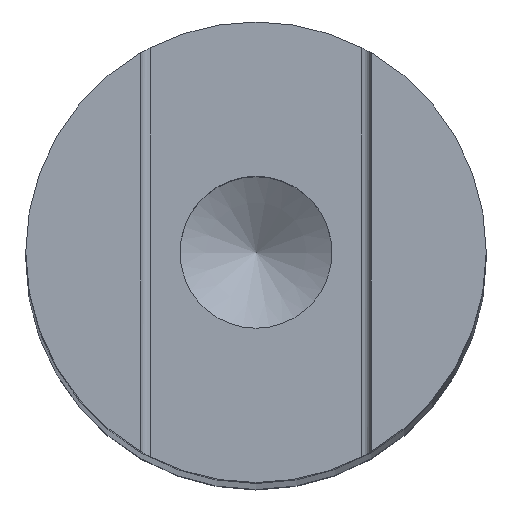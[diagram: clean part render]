
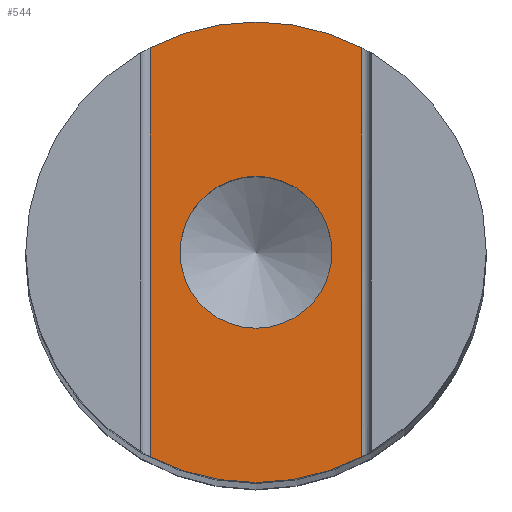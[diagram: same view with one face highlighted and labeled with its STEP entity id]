
A CAD part, top view. The second image highlights one B-rep face of the part: STEP entity #544.
In plain terms, the highlighted planar face has unit normal (0, 0, 1).
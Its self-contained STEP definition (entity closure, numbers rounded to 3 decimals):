
#27=PLANE('',#632);
#39=FACE_BOUND('',#128,.T.);
#83=FACE_OUTER_BOUND('',#127,.T.);
#127=EDGE_LOOP('',(#478,#479,#480,#481));
#128=EDGE_LOOP('',(#482));
#164=LINE('',#1031,#196);
#165=LINE('',#1033,#197);
#196=VECTOR('',#798,1000.);
#197=VECTOR('',#801,1000.);
#206=CIRCLE('',#576,5.);
#208=CIRCLE('',#578,5.);
#211=CIRCLE('',#582,1.65);
#242=VERTEX_POINT('',#836);
#243=VERTEX_POINT('',#847);
#248=VERTEX_POINT('',#866);
#249=VERTEX_POINT('',#877);
#253=VERTEX_POINT('',#896);
#292=EDGE_CURVE('',#242,#243,#206,.T.);
#298=EDGE_CURVE('',#248,#249,#208,.T.);
#304=EDGE_CURVE('',#253,#253,#211,.T.);
#349=EDGE_CURVE('',#242,#249,#164,.T.);
#350=EDGE_CURVE('',#248,#243,#165,.T.);
#478=ORIENTED_EDGE('',*,*,#298,.F.);
#479=ORIENTED_EDGE('',*,*,#350,.T.);
#480=ORIENTED_EDGE('',*,*,#292,.F.);
#481=ORIENTED_EDGE('',*,*,#349,.T.);
#482=ORIENTED_EDGE('',*,*,#304,.T.);
#544=ADVANCED_FACE('',(#83,#39),#27,.F.);
#576=AXIS2_PLACEMENT_3D('',#848,#662,#663);
#578=AXIS2_PLACEMENT_3D('',#878,#668,#669);
#582=AXIS2_PLACEMENT_3D('',#898,#678,#679);
#632=AXIS2_PLACEMENT_3D('',#1032,#799,#800);
#662=DIRECTION('center_axis',(0.,0.,-1.));
#663=DIRECTION('ref_axis',(-1.,0.,0.));
#668=DIRECTION('center_axis',(0.,0.,-1.));
#669=DIRECTION('ref_axis',(-1.,0.,0.));
#678=DIRECTION('center_axis',(0.,0.,-1.));
#679=DIRECTION('ref_axis',(-1.,0.,0.));
#798=DIRECTION('',(0.,1.,0.));
#799=DIRECTION('center_axis',(0.,0.,-1.));
#800=DIRECTION('ref_axis',(-1.,0.,0.));
#801=DIRECTION('',(0.,-1.,0.));
#836=CARTESIAN_POINT('',(-73.668,21.326,68.582));
#847=CARTESIAN_POINT('',(-78.268,21.326,68.582));
#848=CARTESIAN_POINT('Origin',(-75.968,25.765,68.582));
#866=CARTESIAN_POINT('',(-78.268,30.205,68.582));
#877=CARTESIAN_POINT('',(-73.668,30.205,68.582));
#878=CARTESIAN_POINT('Origin',(-75.968,25.765,68.582));
#896=CARTESIAN_POINT('',(-77.618,25.765,68.582));
#898=CARTESIAN_POINT('Origin',(-75.968,25.765,68.582));
#1031=CARTESIAN_POINT('',(-73.668,30.096,68.582));
#1032=CARTESIAN_POINT('Origin',(-78.468,20.765,68.582));
#1033=CARTESIAN_POINT('',(-78.268,21.435,68.582));
